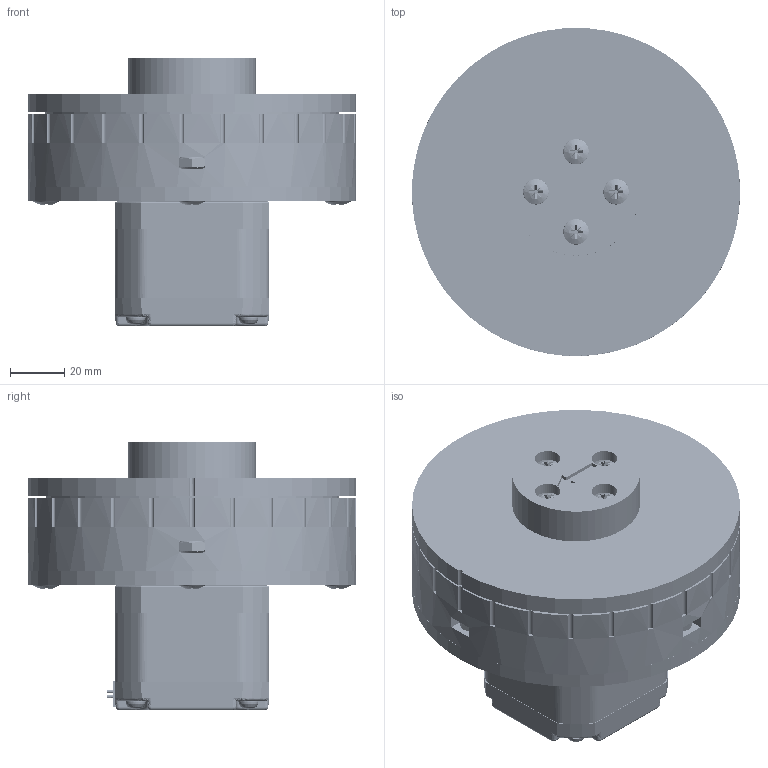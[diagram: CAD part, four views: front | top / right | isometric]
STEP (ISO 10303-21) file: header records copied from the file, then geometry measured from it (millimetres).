
FILE_DESCRIPTION(('FreeCAD Model'),'2;1');
FILE_NAME('Open CASCADE Shape Model','2025-04-25T19:36:00',('FreeCAD'),( 'FreeCAD'),'Open CASCADE STEP processor 7.6','FreeCAD','Unknown');
FILE_SCHEMA(('AUTOMOTIVE_DESIGN { 1 0 10303 214 1 1 1 1 }'));
Products named in the file (1): Open CASCADE STEP translator 7.6 1
Bounding box: 121.27 x 121.26 x 99.43 mm (x, y, z)
Volume: 500246.5 mm3; surface area: 208101.2 mm2
Topology: 144 solids, 144 shells, 3164 faces, 8424 edges, 5495 vertices
Faces by surface type: bspline 3164
Entity records: 180759 total; most frequent: CARTESIAN_POINT 133377, ORIENTED_EDGE 16480, EDGE_CURVE 8240, VERTEX_POINT 5439, B_SPLINE_CURVE_WITH_KNOTS 5180, FACE_BOUND 3425, EDGE_LOOP 3369, ADVANCED_FACE 3164
